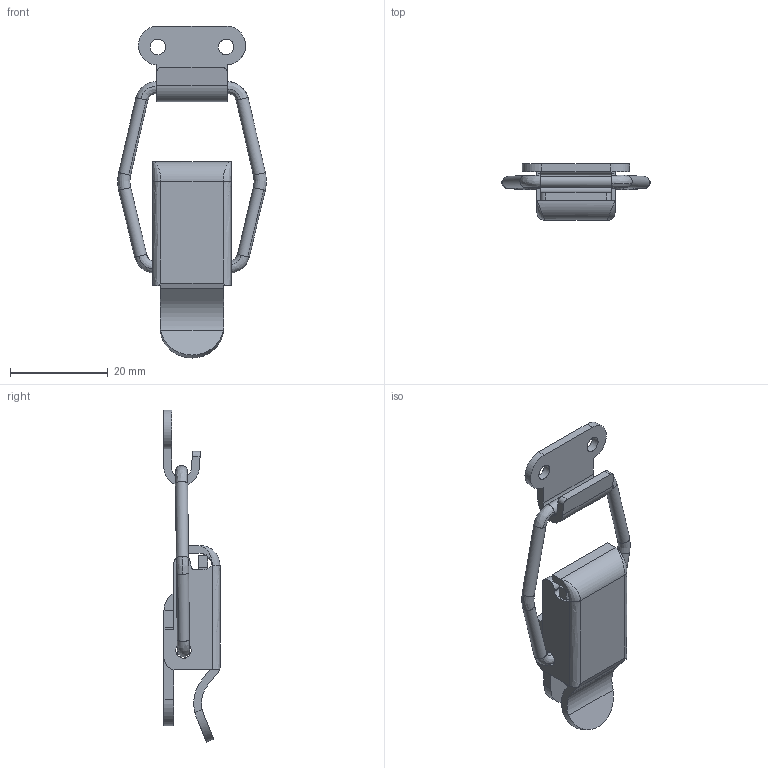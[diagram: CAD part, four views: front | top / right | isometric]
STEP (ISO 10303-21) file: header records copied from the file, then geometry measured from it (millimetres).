
FILE_DESCRIPTION((''),'2;1');
FILE_NAME('','2006-01-17T10:07:17',(''),(''),'','CADfix','');
FILE_SCHEMA(('AUTOMOTIVE_DESIGN'));
Length unit declared in the file: millimetre
Products named in the file (5): lever; keeper; base; arm; TL_58_16433_36
Assembly tree (4 placements, depth 2):
  TL_58_16433_36
    lever
    keeper
    base
    arm
Bounding box: 30.44 x 11.5 x 68.09 mm (x, y, z)
Volume: 3590.7 mm3; surface area: 5183.4 mm2
Topology: 4 solids, 4 shells, 133 faces, 457 edges, 330 vertices
Faces by surface type: bspline 133
Entity records: 6574 total; most frequent: CARTESIAN_POINT 3802, ORIENTED_EDGE 910, EDGE_CURVE 455, VERTEX_POINT 330, B_SPLINE_CURVE_WITH_KNOTS 252, QUASI_UNIFORM_CURVE 203, EDGE_LOOP 145, FACE_OUTER_BOUND 133
